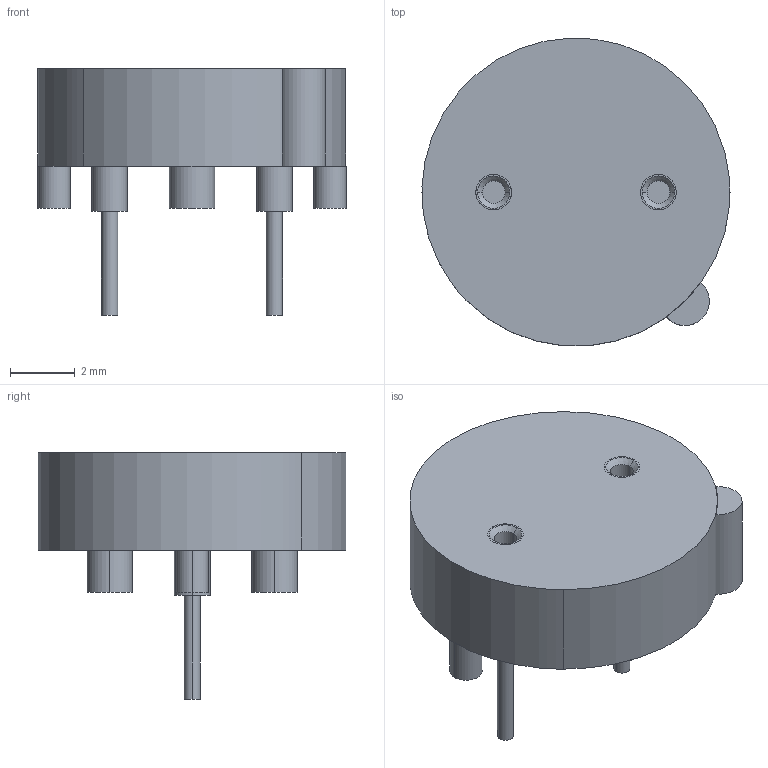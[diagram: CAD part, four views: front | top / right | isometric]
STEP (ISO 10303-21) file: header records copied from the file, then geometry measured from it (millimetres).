
FILE_DESCRIPTION((''),'2;1');
FILE_NAME('FUSH_SCHURTER_0031.7601.stp','2013-10-30T14:55:37',(''),(''),'Mechanical Desktop 2011','Mechanical Desktop 2011',', , ');
FILE_SCHEMA(('AUTOMOTIVE_DESIGN { 1 2 10303 214 1 1 1 1 }'));
Length unit declared in the file: millimetre
Products named in the file (1): Product
Bounding box: 9.5 x 9.48 x 7.6 mm (x, y, z)
Volume: 223 mm3; surface area: 351.1 mm2
Topology: 12 solids, 12 shells, 60 faces, 106 edges, 70 vertices
Faces by surface type: cylinder 32, plane 24, cone 4
Entity records: 1555 total; most frequent: DIRECTION 298, CARTESIAN_POINT 237, ORIENTED_EDGE 212, AXIS2_PLACEMENT_3D 131, EDGE_CURVE 106, VERTEX_POINT 70, CIRCLE 70, EDGE_LOOP 68
